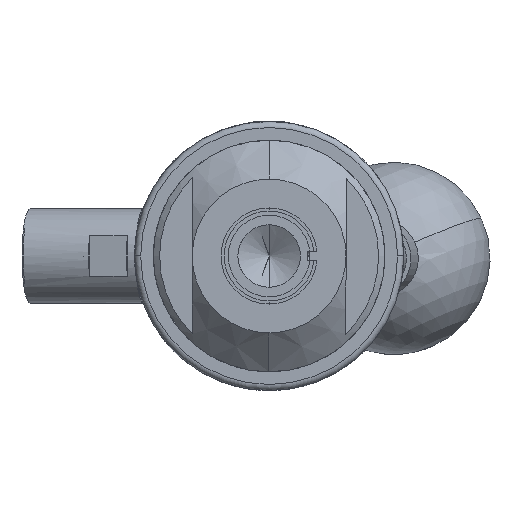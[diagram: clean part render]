
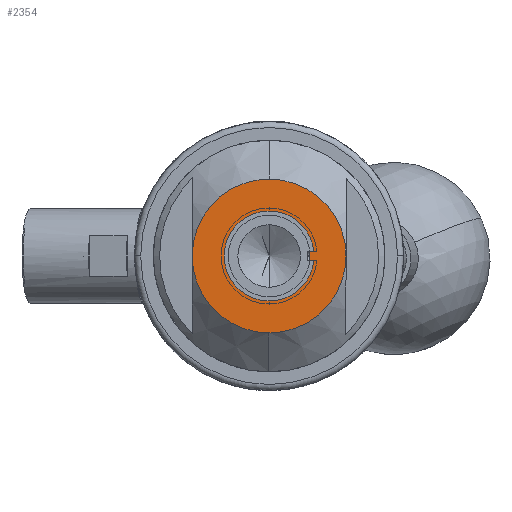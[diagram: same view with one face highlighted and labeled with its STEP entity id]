
A CAD part, left-side view. The second image highlights one B-rep face of the part: STEP entity #2354.
In plain terms, the highlighted planar face has unit normal (-1, 0, 0).
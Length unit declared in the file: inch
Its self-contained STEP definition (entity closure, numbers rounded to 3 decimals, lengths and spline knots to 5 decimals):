
#84 = DIRECTION ( 'NONE',  ( -1., 0., 0. ) ) ;
#264 = CIRCLE ( 'NONE', #3228, 0.5 ) ;
#803 = VERTEX_POINT ( 'NONE', #11003 ) ;
#1682 = CARTESIAN_POINT ( 'NONE',  ( -5.745, -0.0006, 0.2656 ) ) ;
#1989 = EDGE_CURVE ( 'NONE', #14750, #9612, #9012, .T. ) ;
#2301 = AXIS2_PLACEMENT_3D ( 'NONE', #15326, #8263, #13120 ) ;
#2313 = CIRCLE ( 'NONE', #3313, 0.5 ) ;
#2354 = ADVANCED_FACE ( 'NONE', ( #13952, #5683 ), #9262, .T. ) ;
#2415 = VERTEX_POINT ( 'NONE', #8139 ) ;
#2496 = DIRECTION ( 'NONE',  ( -1., 0., 0. ) ) ;
#3113 = CARTESIAN_POINT ( 'NONE',  ( -5.745, 0., 0. ) ) ;
#3214 = CARTESIAN_POINT ( 'NONE',  ( -5.745, 0., 0. ) ) ;
#3228 = AXIS2_PLACEMENT_3D ( 'NONE', #3214, #6819, #11569 ) ;
#3313 = AXIS2_PLACEMENT_3D ( 'NONE', #9264, #7011, #9109 ) ;
#3661 = ORIENTED_EDGE ( 'NONE', *, *, #5971, .T. ) ;
#3743 = AXIS2_PLACEMENT_3D ( 'NONE', #15358, #2496, #14357 ) ;
#3826 = EDGE_LOOP ( 'NONE', ( #3661, #12261, #8625, #6453 ) ) ;
#4354 = AXIS2_PLACEMENT_3D ( 'NONE', #3113, #10222, #13558 ) ;
#4860 = CIRCLE ( 'NONE', #4354, 0.5 ) ;
#5485 = ORIENTED_EDGE ( 'NONE', *, *, #1989, .F. ) ;
#5683 = FACE_OUTER_BOUND ( 'NONE', #3826, .T. ) ;
#5686 = CARTESIAN_POINT ( 'NONE',  ( -5.745, 0.0006, -0.2656 ) ) ;
#5758 = CIRCLE ( 'NONE', #13198, 0.5 ) ;
#5867 = EDGE_CURVE ( 'NONE', #9612, #14750, #12957, .T. ) ;
#5971 = EDGE_CURVE ( 'NONE', #803, #8398, #5758, .T. ) ;
#6008 = CARTESIAN_POINT ( 'NONE',  ( -5.745, 0., 0. ) ) ;
#6453 = ORIENTED_EDGE ( 'NONE', *, *, #8142, .T. ) ;
#6819 = DIRECTION ( 'NONE',  ( -1., 0., 0. ) ) ;
#7011 = DIRECTION ( 'NONE',  ( -1., 0., 0. ) ) ;
#7715 = ORIENTED_EDGE ( 'NONE', *, *, #5867, .F. ) ;
#8139 = CARTESIAN_POINT ( 'NONE',  ( -5.745, 0.00113, -0.5 ) ) ;
#8142 = EDGE_CURVE ( 'NONE', #2415, #803, #4860, .T. ) ;
#8263 = DIRECTION ( 'NONE',  ( -1., 0., 0. ) ) ;
#8398 = VERTEX_POINT ( 'NONE', #13537 ) ;
#8625 = ORIENTED_EDGE ( 'NONE', *, *, #9775, .T. ) ;
#9012 = CIRCLE ( 'NONE', #2301, 0.2656 ) ;
#9109 = DIRECTION ( 'NONE',  ( 0., -0.002, 1. ) ) ;
#9234 = CARTESIAN_POINT ( 'NONE',  ( -5.745, 0.5, 0.00113 ) ) ;
#9262 = PLANE ( 'NONE',  #12667 ) ;
#9264 = CARTESIAN_POINT ( 'NONE',  ( -5.745, 0., 0. ) ) ;
#9612 = VERTEX_POINT ( 'NONE', #1682 ) ;
#9775 = EDGE_CURVE ( 'NONE', #13632, #2415, #264, .T. ) ;
#9963 = DIRECTION ( 'NONE',  ( 0., -0.002, 1. ) ) ;
#10222 = DIRECTION ( 'NONE',  ( -1., 0., 0. ) ) ;
#11003 = CARTESIAN_POINT ( 'NONE',  ( -5.745, -0.5, -0.00113 ) ) ;
#11569 = DIRECTION ( 'NONE',  ( 0., -0.002, 1. ) ) ;
#11909 = CARTESIAN_POINT ( 'NONE',  ( -5.745, -0.5, -0.00113 ) ) ;
#12055 = DIRECTION ( 'NONE',  ( 0., -0.002, 1. ) ) ;
#12261 = ORIENTED_EDGE ( 'NONE', *, *, #14776, .T. ) ;
#12617 = EDGE_LOOP ( 'NONE', ( #7715, #5485 ) ) ;
#12667 = AXIS2_PLACEMENT_3D ( 'NONE', #11909, #12921, #12055 ) ;
#12921 = DIRECTION ( 'NONE',  ( -1., 0., 0. ) ) ;
#12957 = CIRCLE ( 'NONE', #3743, 0.2656 ) ;
#13120 = DIRECTION ( 'NONE',  ( 0., -0.002, 1. ) ) ;
#13198 = AXIS2_PLACEMENT_3D ( 'NONE', #6008, #84, #9963 ) ;
#13537 = CARTESIAN_POINT ( 'NONE',  ( -5.745, -0.00113, 0.5 ) ) ;
#13558 = DIRECTION ( 'NONE',  ( 0., -0.002, 1. ) ) ;
#13632 = VERTEX_POINT ( 'NONE', #9234 ) ;
#13952 = FACE_BOUND ( 'NONE', #12617, .T. ) ;
#14357 = DIRECTION ( 'NONE',  ( 0., -0.002, 1. ) ) ;
#14750 = VERTEX_POINT ( 'NONE', #5686 ) ;
#14776 = EDGE_CURVE ( 'NONE', #8398, #13632, #2313, .T. ) ;
#15326 = CARTESIAN_POINT ( 'NONE',  ( -5.745, 0., 0. ) ) ;
#15358 = CARTESIAN_POINT ( 'NONE',  ( -5.745, 0., 0. ) ) ;
